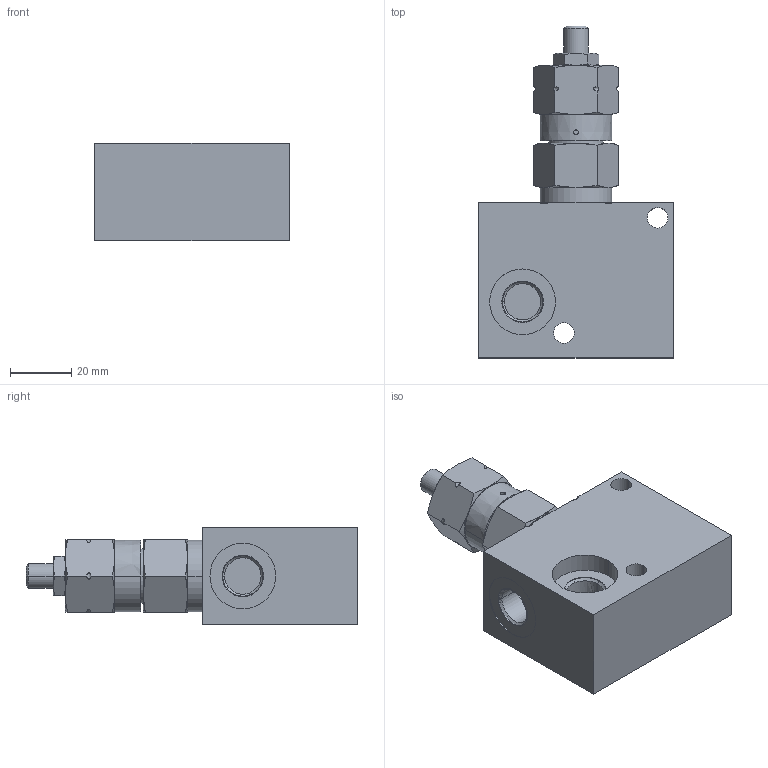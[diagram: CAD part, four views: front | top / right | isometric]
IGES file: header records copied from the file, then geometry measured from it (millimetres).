
Start section:  PTC IGES file: ilcm47044002.igs
Global section: file name: ilcm47044002.igs; native system: Pro/ENGINEER by Parametric Technology Corporation; preprocessor: 2004290; author: KR; organization: Unknown; date: 060220.145016; units: millimetre
Bounding box: 63.5 x 108.38 x 31.75 mm (x, y, z)
Surface area: 25274.6 mm2 (no closed solid volume)
Topology: 0 solids, 0 shells, 168 faces, 890 edges, 926 vertices
Faces by surface type: revolution 110, bspline 58
